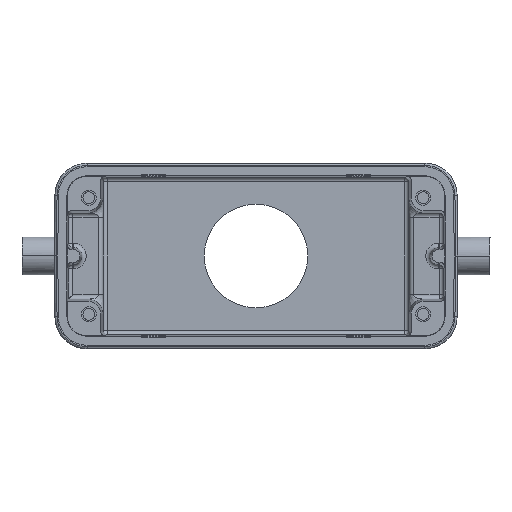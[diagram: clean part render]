
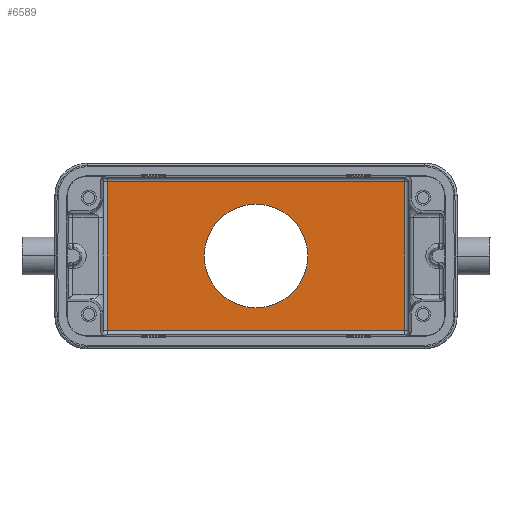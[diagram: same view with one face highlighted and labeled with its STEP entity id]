
A CAD part, front view. The second image highlights one B-rep face of the part: STEP entity #6589.
In plain terms, the highlighted planar face has unit normal (0, -1, 0).
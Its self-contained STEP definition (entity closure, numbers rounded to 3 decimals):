
#960=CARTESIAN_POINT('',(0.,43.,0.));
#961=DIRECTION('',(0.,-1.,0.));
#962=DIRECTION('',(-1.,0.,0.));
#963=AXIS2_PLACEMENT_3D('',#960,#961,#962);
#965=CARTESIAN_POINT('',(0.,43.,0.));
#966=DIRECTION('',(0.,-1.,0.));
#967=DIRECTION('',(1.,0.,0.));
#968=AXIS2_PLACEMENT_3D('',#965,#966,#967);
#974=DIRECTION('',(-1.,0.,0.));
#975=VECTOR('',#974,68.89);
#976=CARTESIAN_POINT('',(34.445,43.,17.222));
#977=LINE('',#976,#975);
#1009=DIRECTION('',(0.,0.,-1.));
#1010=VECTOR('',#1009,34.445);
#1011=CARTESIAN_POINT('',(-34.445,43.,17.222));
#1012=LINE('',#1011,#1010);
#1032=DIRECTION('',(1.,0.,0.));
#1033=VECTOR('',#1032,68.89);
#1034=CARTESIAN_POINT('',(-34.445,43.,-17.222));
#1035=LINE('',#1034,#1033);
#1059=DIRECTION('',(0.,0.,1.));
#1060=VECTOR('',#1059,34.445);
#1061=CARTESIAN_POINT('',(34.445,43.,-17.222));
#1062=LINE('',#1061,#1060);
#4382=CARTESIAN_POINT('',(-12.,43.,0.));
#4383=VERTEX_POINT('',#4382);
#4384=CARTESIAN_POINT('',(12.,43.,0.));
#4385=VERTEX_POINT('',#4384);
#4386=CARTESIAN_POINT('',(34.445,43.,17.222));
#4387=CARTESIAN_POINT('',(-34.445,43.,17.222));
#4388=VERTEX_POINT('',#4386);
#4389=VERTEX_POINT('',#4387);
#4390=CARTESIAN_POINT('',(34.445,43.,-17.222));
#4391=VERTEX_POINT('',#4390);
#4392=CARTESIAN_POINT('',(-34.445,43.,-17.222));
#4393=VERTEX_POINT('',#4392);
#6570=CARTESIAN_POINT('',(45.5,43.,-21.5));
#6571=DIRECTION('',(0.,1.,0.));
#6572=DIRECTION('',(1.,0.,0.));
#6573=AXIS2_PLACEMENT_3D('',#6570,#6571,#6572);
#6574=PLANE('',#6573);
#6576=ORIENTED_EDGE('',*,*,#6575,.F.);
#6578=ORIENTED_EDGE('',*,*,#6577,.F.);
#6580=ORIENTED_EDGE('',*,*,#6579,.F.);
#6582=ORIENTED_EDGE('',*,*,#6581,.F.);
#6583=EDGE_LOOP('',(#6576,#6578,#6580,#6582));
#6584=FACE_OUTER_BOUND('',#6583,.F.);
#6585=ORIENTED_EDGE('',*,*,#6563,.T.);
#6586=ORIENTED_EDGE('',*,*,#6549,.T.);
#6587=EDGE_LOOP('',(#6585,#6586));
#6588=FACE_BOUND('',#6587,.F.);
#964=CIRCLE('',#963,12.);
#969=CIRCLE('',#968,12.);
#6549=EDGE_CURVE('',#4385,#4383,#969,.T.);
#6563=EDGE_CURVE('',#4383,#4385,#964,.T.);
#6575=EDGE_CURVE('',#4388,#4389,#977,.T.);
#6577=EDGE_CURVE('',#4391,#4388,#1062,.T.);
#6579=EDGE_CURVE('',#4393,#4391,#1035,.T.);
#6581=EDGE_CURVE('',#4389,#4393,#1012,.T.);
#6589=ADVANCED_FACE('',(#6584,#6588),#6574,.F.);
